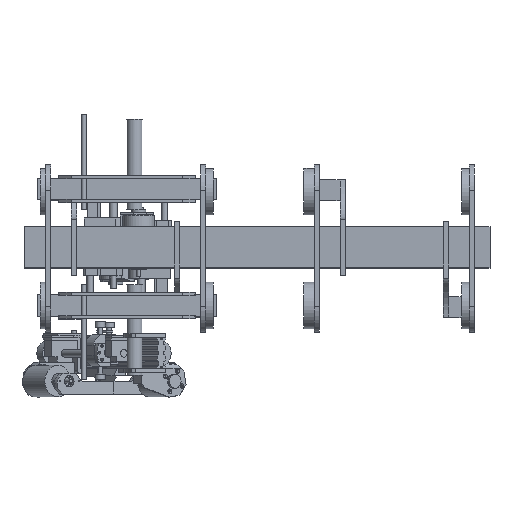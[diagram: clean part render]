
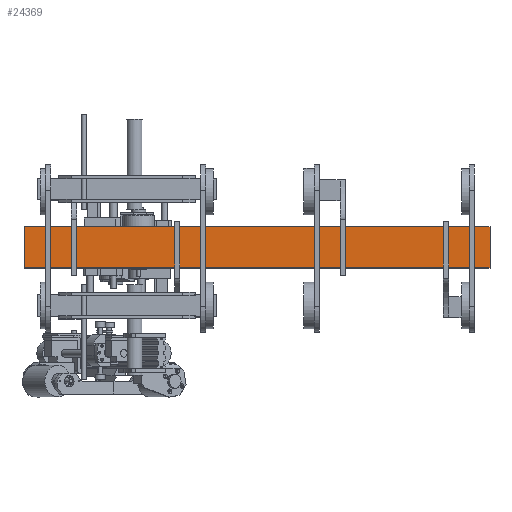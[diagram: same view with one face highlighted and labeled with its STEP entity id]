
A CAD part, top view. The second image highlights one B-rep face of the part: STEP entity #24369.
In plain terms, the highlighted planar face has unit normal (0, 0, 1).
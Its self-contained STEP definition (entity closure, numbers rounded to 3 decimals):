
#3663=FACE_OUTER_BOUND('',#5516,.T.);
#5516=EDGE_LOOP('',(#21441,#21442,#21443,#21444));
#7639=LINE('',#41011,#9838);
#7640=LINE('',#41014,#9839);
#7641=LINE('',#41016,#9840);
#7642=LINE('',#41017,#9841);
#9838=VECTOR('',#33308,10.);
#9839=VECTOR('',#33311,10.);
#9840=VECTOR('',#33312,10.);
#9841=VECTOR('',#33313,10.);
#12079=VERTEX_POINT('',#41004);
#12082=VERTEX_POINT('',#41009);
#12083=VERTEX_POINT('',#41013);
#12084=VERTEX_POINT('',#41015);
#15251=EDGE_CURVE('',#12079,#12082,#7639,.F.);
#15252=EDGE_CURVE('',#12083,#12079,#7640,.F.);
#15253=EDGE_CURVE('',#12084,#12082,#7641,.T.);
#15254=EDGE_CURVE('',#12083,#12084,#7642,.T.);
#21441=ORIENTED_EDGE('',*,*,#15252,.T.);
#21442=ORIENTED_EDGE('',*,*,#15251,.T.);
#21443=ORIENTED_EDGE('',*,*,#15253,.F.);
#21444=ORIENTED_EDGE('',*,*,#15254,.F.);
#23073=PLANE('',#26897);
#24369=ADVANCED_FACE('',(#3663),#23073,.T.);
#26897=AXIS2_PLACEMENT_3D('',#41012,#33309,#33310);
#33308=DIRECTION('',(1.,0.,0.));
#33309=DIRECTION('center_axis',(0.,0.,1.));
#33310=DIRECTION('ref_axis',(0.,1.,0.));
#33311=DIRECTION('',(0.,-1.,0.));
#33312=DIRECTION('',(0.,1.,0.));
#33313=DIRECTION('',(-1.,0.,0.));
#41004=CARTESIAN_POINT('',(645.,215.,300.));
#41009=CARTESIAN_POINT('',(-255.,215.,300.));
#41011=CARTESIAN_POINT('',(650.,215.,300.));
#41012=CARTESIAN_POINT('Origin',(650.,150.,300.));
#41013=CARTESIAN_POINT('',(645.,135.,300.));
#41014=CARTESIAN_POINT('',(645.,162.5,300.));
#41015=CARTESIAN_POINT('',(-255.,135.,300.));
#41016=CARTESIAN_POINT('',(-255.,162.5,300.));
#41017=CARTESIAN_POINT('',(650.,135.,300.));
